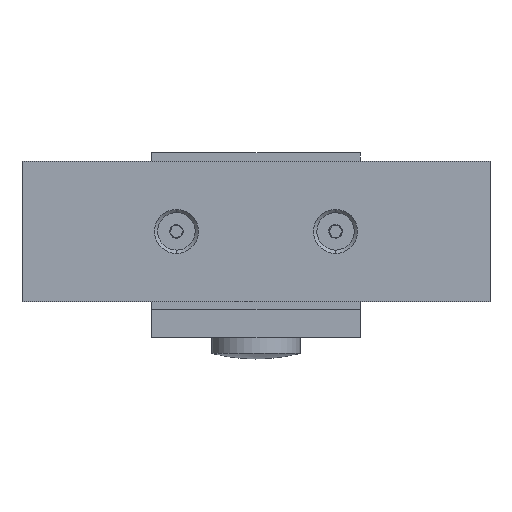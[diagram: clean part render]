
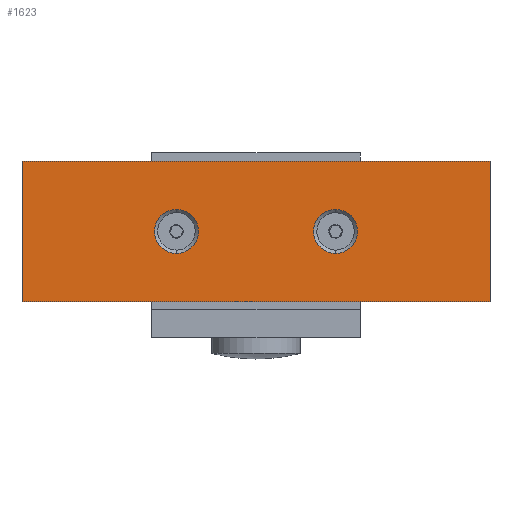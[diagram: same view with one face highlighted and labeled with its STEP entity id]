
A CAD part, front view. The second image highlights one B-rep face of the part: STEP entity #1623.
In plain terms, the highlighted face is planar.
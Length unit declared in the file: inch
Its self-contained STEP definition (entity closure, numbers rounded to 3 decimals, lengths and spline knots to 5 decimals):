
#65 = VERTEX_POINT ( 'NONE', #104 ) ;
#104 = CARTESIAN_POINT ( 'NONE',  ( 1.9685, 0., -0.59055 ) ) ;
#330 = EDGE_CURVE ( 'NONE', #10007, #9826, #23221, .T. ) ;
#807 = DIRECTION ( 'NONE',  ( 0., 0., 1. ) ) ;
#931 = AXIS2_PLACEMENT_3D ( 'NONE', #5831, #23611, #28280 ) ;
#953 = DIRECTION ( 'NONE',  ( 0., 1., 0. ) ) ;
#1181 = EDGE_LOOP ( 'NONE', ( #15464, #1295, #4178, #9858 ) ) ;
#1295 = ORIENTED_EDGE ( 'NONE', *, *, #24908, .T. ) ;
#1411 = CARTESIAN_POINT ( 'NONE',  ( -1.9685, 0., 0.59055 ) ) ;
#1623 = ADVANCED_FACE ( 'NONE', ( #12644, #28106, #6231 ), #3908, .F. ) ;
#1840 = DIRECTION ( 'NONE',  ( 1., 0., 0. ) ) ;
#2541 = CARTESIAN_POINT ( 'NONE',  ( 0.66929, 0., 0. ) ) ;
#3000 = CARTESIAN_POINT ( 'NONE',  ( -0.66929, 0., 0. ) ) ;
#3635 = EDGE_CURVE ( 'NONE', #23454, #6607, #4210, .T. ) ;
#3658 = ORIENTED_EDGE ( 'NONE', *, *, #3635, .F. ) ;
#3908 = PLANE ( 'NONE',  #24906 ) ;
#3960 = VERTEX_POINT ( 'NONE', #23580 ) ;
#4021 = DIRECTION ( 'NONE',  ( -1., 0., 0. ) ) ;
#4169 = EDGE_LOOP ( 'NONE', ( #3658, #16318 ) ) ;
#4178 = ORIENTED_EDGE ( 'NONE', *, *, #6682, .T. ) ;
#4210 = CIRCLE ( 'NONE', #931, 0.18504 ) ;
#5330 = VECTOR ( 'NONE', #28375, 39.37008 ) ;
#5463 = DIRECTION ( 'NONE',  ( 0., 0., 1. ) ) ;
#5554 = EDGE_CURVE ( 'NONE', #6318, #25809, #5908, .T. ) ;
#5831 = CARTESIAN_POINT ( 'NONE',  ( 0.66929, 0., 0. ) ) ;
#5908 = LINE ( 'NONE', #21213, #28820 ) ;
#6231 = FACE_OUTER_BOUND ( 'NONE', #1181, .T. ) ;
#6318 = VERTEX_POINT ( 'NONE', #26656 ) ;
#6509 = VECTOR ( 'NONE', #10157, 39.37008 ) ;
#6607 = VERTEX_POINT ( 'NONE', #16144 ) ;
#6682 = EDGE_CURVE ( 'NONE', #3960, #6318, #21654, .T. ) ;
#7850 = AXIS2_PLACEMENT_3D ( 'NONE', #25435, #25730, #5463 ) ;
#8114 = EDGE_CURVE ( 'NONE', #6607, #23454, #24203, .T. ) ;
#8648 = ORIENTED_EDGE ( 'NONE', *, *, #9037, .F. ) ;
#9037 = EDGE_CURVE ( 'NONE', #9826, #10007, #17155, .T. ) ;
#9437 = CARTESIAN_POINT ( 'NONE',  ( 1.9685, 0., 0.59055 ) ) ;
#9826 = VERTEX_POINT ( 'NONE', #19200 ) ;
#9858 = ORIENTED_EDGE ( 'NONE', *, *, #5554, .T. ) ;
#10007 = VERTEX_POINT ( 'NONE', #13223 ) ;
#10062 = CARTESIAN_POINT ( 'NONE',  ( 0.66929, 0., 0.18504 ) ) ;
#10157 = DIRECTION ( 'NONE',  ( 0., 0., -1. ) ) ;
#10702 = AXIS2_PLACEMENT_3D ( 'NONE', #2541, #11846, #24836 ) ;
#11846 = DIRECTION ( 'NONE',  ( 0., 1., 0. ) ) ;
#11966 = EDGE_LOOP ( 'NONE', ( #8648, #23051 ) ) ;
#12644 = FACE_BOUND ( 'NONE', #11966, .T. ) ;
#13223 = CARTESIAN_POINT ( 'NONE',  ( -0.66929, 0., -0.18504 ) ) ;
#13816 = EDGE_CURVE ( 'NONE', #25809, #65, #23567, .T. ) ;
#15464 = ORIENTED_EDGE ( 'NONE', *, *, #13816, .T. ) ;
#16144 = CARTESIAN_POINT ( 'NONE',  ( 0.66929, 0., -0.18504 ) ) ;
#16318 = ORIENTED_EDGE ( 'NONE', *, *, #8114, .F. ) ;
#17155 = CIRCLE ( 'NONE', #7850, 0.18504 ) ;
#17310 = DIRECTION ( 'NONE',  ( 0., -1., 0. ) ) ;
#17648 = VECTOR ( 'NONE', #4021, 39.37008 ) ;
#19200 = CARTESIAN_POINT ( 'NONE',  ( -0.66929, 0., 0.18504 ) ) ;
#19500 = AXIS2_PLACEMENT_3D ( 'NONE', #3000, #953, #807 ) ;
#20425 = LINE ( 'NONE', #26171, #17648 ) ;
#21213 = CARTESIAN_POINT ( 'NONE',  ( -1.9685, 0., 0.59055 ) ) ;
#21527 = DIRECTION ( 'NONE',  ( 0., 0., -1. ) ) ;
#21654 = LINE ( 'NONE', #1411, #5330 ) ;
#21670 = CARTESIAN_POINT ( 'NONE',  ( 0., 0., 0. ) ) ;
#23051 = ORIENTED_EDGE ( 'NONE', *, *, #330, .F. ) ;
#23221 = CIRCLE ( 'NONE', #19500, 0.18504 ) ;
#23454 = VERTEX_POINT ( 'NONE', #10062 ) ;
#23567 = LINE ( 'NONE', #28101, #6509 ) ;
#23580 = CARTESIAN_POINT ( 'NONE',  ( -1.9685, 0., -0.59055 ) ) ;
#23611 = DIRECTION ( 'NONE',  ( 0., 1., 0. ) ) ;
#24203 = CIRCLE ( 'NONE', #10702, 0.18504 ) ;
#24836 = DIRECTION ( 'NONE',  ( 0., 0., 1. ) ) ;
#24906 = AXIS2_PLACEMENT_3D ( 'NONE', #21670, #17310, #21527 ) ;
#24908 = EDGE_CURVE ( 'NONE', #65, #3960, #20425, .T. ) ;
#25435 = CARTESIAN_POINT ( 'NONE',  ( -0.66929, 0., 0. ) ) ;
#25730 = DIRECTION ( 'NONE',  ( 0., 1., 0. ) ) ;
#25809 = VERTEX_POINT ( 'NONE', #9437 ) ;
#26171 = CARTESIAN_POINT ( 'NONE',  ( -1.9685, 0., -0.59055 ) ) ;
#26656 = CARTESIAN_POINT ( 'NONE',  ( -1.9685, 0., 0.59055 ) ) ;
#28101 = CARTESIAN_POINT ( 'NONE',  ( 1.9685, 0., 0.59055 ) ) ;
#28106 = FACE_BOUND ( 'NONE', #4169, .T. ) ;
#28280 = DIRECTION ( 'NONE',  ( 0., 0., 1. ) ) ;
#28375 = DIRECTION ( 'NONE',  ( 0., 0., 1. ) ) ;
#28820 = VECTOR ( 'NONE', #1840, 39.37008 ) ;
